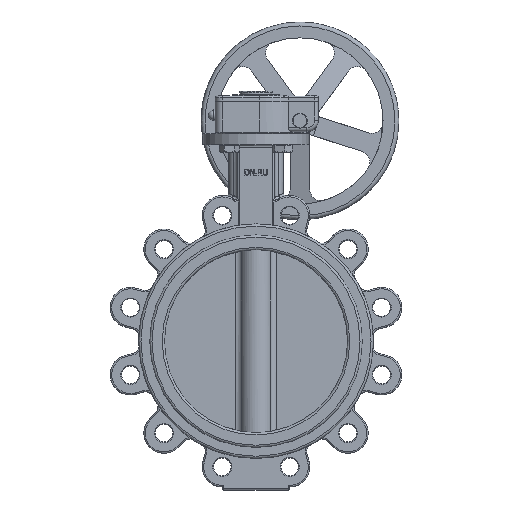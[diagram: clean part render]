
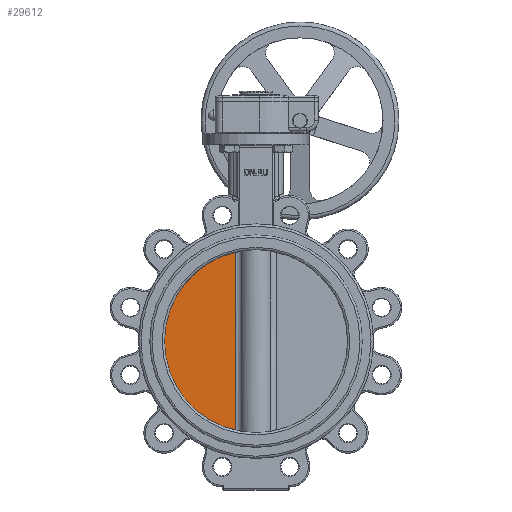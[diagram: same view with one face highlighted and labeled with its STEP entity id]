
A CAD part, top view. The second image highlights one B-rep face of the part: STEP entity #29612.
In plain terms, the highlighted planar face has unit normal (0, 0, 1).
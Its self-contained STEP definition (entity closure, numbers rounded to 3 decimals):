
#1751=PLANE('',#32000);
#3078=FACE_OUTER_BOUND('',#4957,.T.);
#4957=EDGE_LOOP('',(#20154,#20155));
#6845=LINE('',#45929,#8660);
#8660=VECTOR('',#36157,10.);
#10575=CIRCLE('',#31965,125.);
#12368=VERTEX_POINT('',#45472);
#12369=VERTEX_POINT('',#45481);
#15180=EDGE_CURVE('',#12368,#12369,#10575,.T.);
#15223=EDGE_CURVE('',#12369,#12368,#6845,.T.);
#20154=ORIENTED_EDGE('',*,*,#15223,.F.);
#20155=ORIENTED_EDGE('',*,*,#15180,.F.);
#29612=ADVANCED_FACE('',(#3078),#1751,.T.);
#31965=AXIS2_PLACEMENT_3D('',#45482,#36064,#36065);
#32000=AXIS2_PLACEMENT_3D('',#45930,#36158,#36159);
#36064=DIRECTION('center_axis',(0.,0.,-1.));
#36065=DIRECTION('ref_axis',(-1.,0.,0.));
#36157=DIRECTION('',(0.,-1.,0.));
#36158=DIRECTION('center_axis',(0.,0.,1.));
#36159=DIRECTION('ref_axis',(1.,0.,0.));
#45472=CARTESIAN_POINT('',(-28.267,-121.762,5.));
#45481=CARTESIAN_POINT('',(-28.267,121.762,5.));
#45482=CARTESIAN_POINT('Origin',(0.,0.,5.));
#45929=CARTESIAN_POINT('',(-28.267,-203.,5.));
#45930=CARTESIAN_POINT('Origin',(0.,0.,5.));
